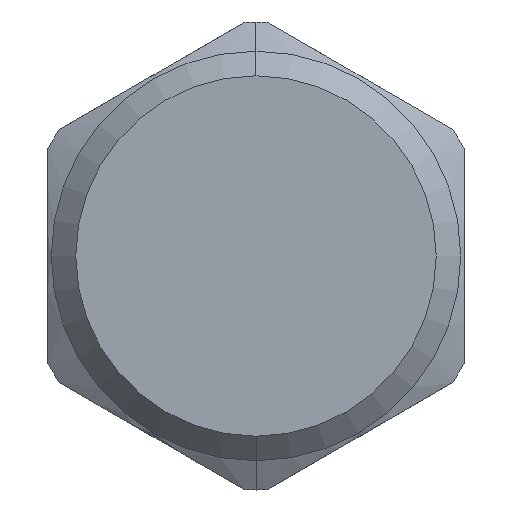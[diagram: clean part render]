
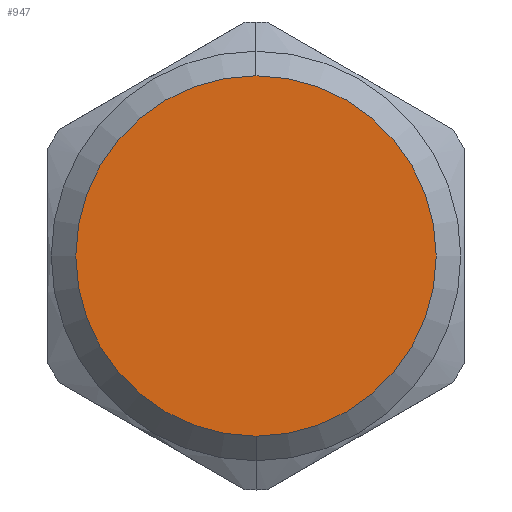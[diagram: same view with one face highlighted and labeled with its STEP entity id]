
A CAD part, left-side view. The second image highlights one B-rep face of the part: STEP entity #947.
In plain terms, the highlighted planar face has unit normal (-1, 0, 0).
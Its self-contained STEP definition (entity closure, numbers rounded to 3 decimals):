
#947 = ADVANCED_FACE ( 'NONE', ( #4165 ), #7437, .F. ) ;
#1520 = AXIS2_PLACEMENT_3D ( 'NONE', #5223, #5226, #5199 ) ;
#2327 = CIRCLE ( 'NONE', #7912, 11. ) ;
#2431 = DIRECTION ( 'NONE',  ( 0., 0., 1. ) ) ;
#3130 = CARTESIAN_POINT ( 'NONE',  ( -10.15, 0., 0. ) ) ;
#3133 = DIRECTION ( 'NONE',  ( -1., 0., 0. ) ) ;
#3781 = CIRCLE ( 'NONE', #1520, 11. ) ;
#4165 = FACE_OUTER_BOUND ( 'NONE', #9589, .T. ) ;
#5199 = DIRECTION ( 'NONE',  ( 0., 0., 1. ) ) ;
#5223 = CARTESIAN_POINT ( 'NONE',  ( -10.15, 0., 0. ) ) ;
#5226 = DIRECTION ( 'NONE',  ( -1., 0., 0. ) ) ;
#5880 = CARTESIAN_POINT ( 'NONE',  ( -10.15, 0., 11. ) ) ;
#5899 = CARTESIAN_POINT ( 'NONE',  ( -10.15, 0., -11. ) ) ;
#7437 = PLANE ( 'NONE',  #8308 ) ;
#7439 = CARTESIAN_POINT ( 'NONE',  ( -10.15, 0., 0. ) ) ;
#7497 = DIRECTION ( 'NONE',  ( 0., 0., 1. ) ) ;
#7524 = DIRECTION ( 'NONE',  ( 1., 0., 0. ) ) ;
#7912 = AXIS2_PLACEMENT_3D ( 'NONE', #3130, #3133, #2431 ) ;
#8308 = AXIS2_PLACEMENT_3D ( 'NONE', #7439, #7524, #7497 ) ;
#8650 = VERTEX_POINT ( 'NONE', #5899 ) ;
#8700 = VERTEX_POINT ( 'NONE', #5880 ) ;
#8753 = ORIENTED_EDGE ( 'NONE', *, *, #9175, .T. ) ;
#8806 = ORIENTED_EDGE ( 'NONE', *, *, #9817, .T. ) ;
#9175 = EDGE_CURVE ( 'NONE', #8700, #8650, #3781, .T. ) ;
#9589 = EDGE_LOOP ( 'NONE', ( #8753, #8806 ) ) ;
#9817 = EDGE_CURVE ( 'NONE', #8650, #8700, #2327, .T. ) ;
